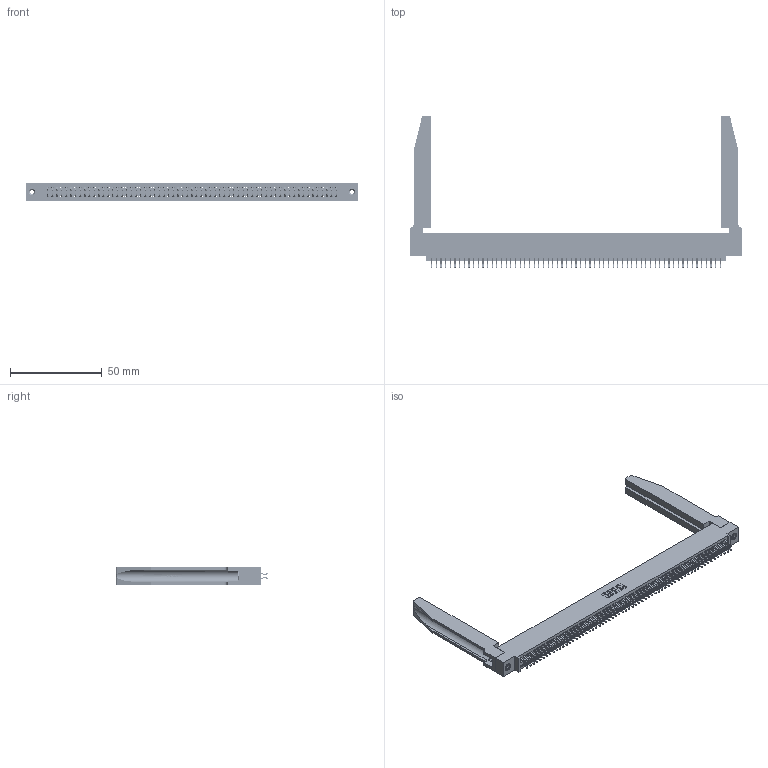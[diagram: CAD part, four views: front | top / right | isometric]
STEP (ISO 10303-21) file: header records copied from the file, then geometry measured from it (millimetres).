
FILE_DESCRIPTION (( 'STEP AP203' ), '1' );
FILE_NAME ('395-126-556-578.STEP', '2019-10-28T16:27:55', ( '' ), ( '' ), 'SwSTEP 2.0', 'SolidWorks 2016', '' );
FILE_SCHEMA (( 'CONFIG_CONTROL_DESIGN' ));
Length unit declared in the file: inch
Products named in the file (5): 345 Part_0.110 Offset - 0.156 Dia-TH; 345-292-001_556 Tail; 345-250-001_345-250-001-102; 345-220-078_345-220-078; 395-126-556-578
Assembly tree (131 placements, depth 2):
  395-126-556-578
    345 Part_0.110 Offset - 0.156 Dia-TH
    345-292-001_556 Tail  x126
    345-250-001_345-250-001-102  x2
    345-220-078_345-220-078  x2
Bounding box: 181.25 x 82.99 x 9.4 mm (x, y, z)
Volume: 25494.2 mm3; surface area: 33426.5 mm2
Topology: 131 solids, 131 shells, 7420 faces, 22003 edges, 14490 vertices
Faces by surface type: plane 4888, cylinder 2480, bspline 36, cone 12, torus 4
Entity records: 51696 total; most frequent: CARTESIAN_POINT 9579, ORIENTED_EDGE 8398, DIRECTION 7401, EDGE_CURVE 4199, LINE 3713, VECTOR 3713, VERTEX_POINT 2792, AXIS2_PLACEMENT_3D 1844
